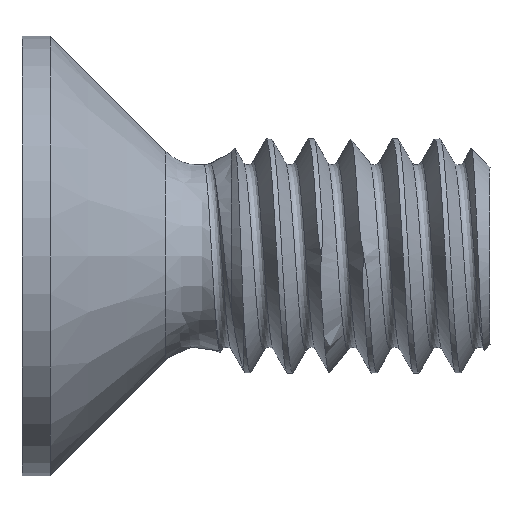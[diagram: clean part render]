
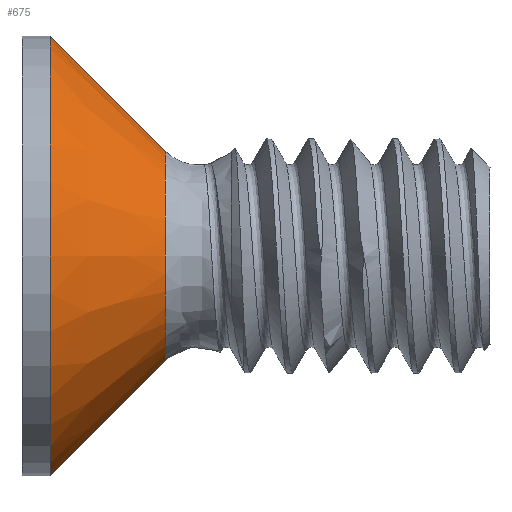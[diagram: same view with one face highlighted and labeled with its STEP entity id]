
A CAD part, front view. The second image highlights one B-rep face of the part: STEP entity #675.
In plain terms, the highlighted conical face has half-angle 45 degrees and reference radius 2.35 mm.
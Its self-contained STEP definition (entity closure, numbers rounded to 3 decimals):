
#54 = CONICAL_SURFACE ( 'NONE', #671, 2.35, 0.785 ) ;
#191 = VERTEX_POINT ( 'NONE', #273 ) ;
#273 = CARTESIAN_POINT ( 'NONE',  ( 0.3, 0., -2.35 ) ) ;
#621 = DIRECTION ( 'NONE',  ( 0., 0., 1. ) ) ;
#671 = AXIS2_PLACEMENT_3D ( 'NONE', #3938, #1414, #621 ) ;
#675 = ADVANCED_FACE ( 'NONE', ( #1465 ), #54, .T. ) ;
#892 = EDGE_CURVE ( 'NONE', #1223, #3565, #3764, .T. ) ;
#947 = VECTOR ( 'NONE', #3009, 1000. ) ;
#1193 = EDGE_CURVE ( 'NONE', #4736, #191, #4317, .T. ) ;
#1223 = VERTEX_POINT ( 'NONE', #3873 ) ;
#1414 = DIRECTION ( 'NONE',  ( -1., 0., 0. ) ) ;
#1465 = FACE_OUTER_BOUND ( 'NONE', #2722, .T. ) ;
#1608 = DIRECTION ( 'NONE',  ( -0.707, 0., 0.707 ) ) ;
#1933 = VECTOR ( 'NONE', #1608, 1000. ) ;
#2289 = CARTESIAN_POINT ( 'NONE',  ( 0.3, 0., 0. ) ) ;
#2295 = AXIS2_PLACEMENT_3D ( 'NONE', #2289, #4469, #2767 ) ;
#2342 = ORIENTED_EDGE ( 'NONE', *, *, #2951, .T. ) ;
#2432 = DIRECTION ( 'NONE',  ( -1., 0., 0. ) ) ;
#2447 = ORIENTED_EDGE ( 'NONE', *, *, #4829, .T. ) ;
#2722 = EDGE_LOOP ( 'NONE', ( #4660, #2447, #4424, #2342 ) ) ;
#2745 = CIRCLE ( 'NONE', #2295, 2.35 ) ;
#2767 = DIRECTION ( 'NONE',  ( 0., 1., 0. ) ) ;
#2951 = EDGE_CURVE ( 'NONE', #3565, #191, #2745, .T. ) ;
#3009 = DIRECTION ( 'NONE',  ( -0.707, 0., -0.707 ) ) ;
#3083 = AXIS2_PLACEMENT_3D ( 'NONE', #4918, #2432, #4136 ) ;
#3295 = CARTESIAN_POINT ( 'NONE',  ( 0.3, 0., 2.35 ) ) ;
#3492 = CARTESIAN_POINT ( 'NONE',  ( 0.3, 0., -2.35 ) ) ;
#3565 = VERTEX_POINT ( 'NONE', #5419 ) ;
#3764 = LINE ( 'NONE', #3295, #1933 ) ;
#3873 = CARTESIAN_POINT ( 'NONE',  ( 1.53, 0., 1.12 ) ) ;
#3938 = CARTESIAN_POINT ( 'NONE',  ( 0.3, 0., 0. ) ) ;
#4136 = DIRECTION ( 'NONE',  ( 0., 1., 0. ) ) ;
#4317 = LINE ( 'NONE', #3492, #947 ) ;
#4424 = ORIENTED_EDGE ( 'NONE', *, *, #892, .T. ) ;
#4469 = DIRECTION ( 'NONE',  ( 1., 0., 0. ) ) ;
#4660 = ORIENTED_EDGE ( 'NONE', *, *, #1193, .F. ) ;
#4736 = VERTEX_POINT ( 'NONE', #5341 ) ;
#4778 = CIRCLE ( 'NONE', #3083, 1.12 ) ;
#4829 = EDGE_CURVE ( 'NONE', #4736, #1223, #4778, .T. ) ;
#4918 = CARTESIAN_POINT ( 'NONE',  ( 1.53, 0., 0. ) ) ;
#5341 = CARTESIAN_POINT ( 'NONE',  ( 1.53, 0., -1.12 ) ) ;
#5419 = CARTESIAN_POINT ( 'NONE',  ( 0.3, 0., 2.35 ) ) ;
